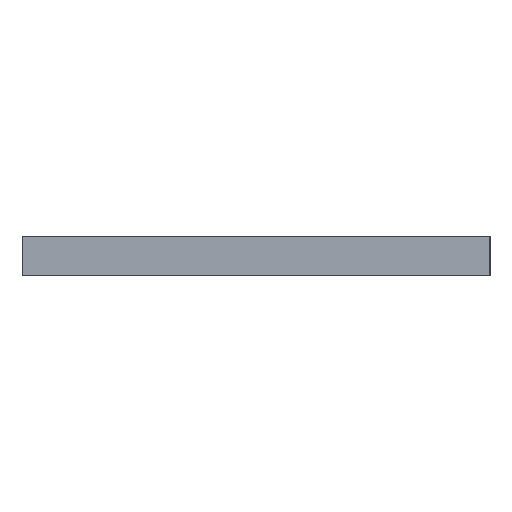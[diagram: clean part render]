
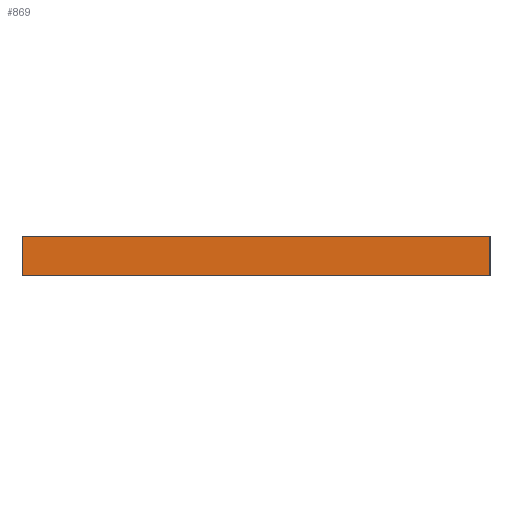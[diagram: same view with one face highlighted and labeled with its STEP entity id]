
A CAD part, left-side view. The second image highlights one B-rep face of the part: STEP entity #869.
In plain terms, the highlighted planar face has unit normal (-1, 0, 0).
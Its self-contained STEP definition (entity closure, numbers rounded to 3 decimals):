
#19=PLANE('',#991);
#24=LINE('',#1401,#40);
#32=LINE('',#1438,#48);
#35=LINE('',#1468,#51);
#36=LINE('',#1470,#52);
#40=VECTOR('',#1168,10.);
#48=VECTOR('',#1202,10.);
#51=VECTOR('',#1245,10.);
#52=VECTOR('',#1248,10.);
#201=FACE_OUTER_BOUND('',#351,.T.);
#351=EDGE_LOOP('',(#781,#782,#783,#784));
#488=VERTEX_POINT('',#1398);
#489=VERTEX_POINT('',#1400);
#503=VERTEX_POINT('',#1432);
#505=VERTEX_POINT('',#1436);
#572=EDGE_CURVE('',#488,#489,#24,.T.);
#591=EDGE_CURVE('',#503,#505,#32,.T.);
#603=EDGE_CURVE('',#505,#489,#35,.T.);
#604=EDGE_CURVE('',#503,#488,#36,.T.);
#781=ORIENTED_EDGE('',*,*,#591,.T.);
#782=ORIENTED_EDGE('',*,*,#603,.T.);
#783=ORIENTED_EDGE('',*,*,#572,.F.);
#784=ORIENTED_EDGE('',*,*,#604,.F.);
#869=ADVANCED_FACE('',(#201),#19,.T.);
#991=AXIS2_PLACEMENT_3D('',#1469,#1246,#1247);
#1168=DIRECTION('',(0.,1.,0.));
#1202=DIRECTION('',(0.,1.,0.));
#1245=DIRECTION('',(0.,0.,-1.));
#1246=DIRECTION('center_axis',(-1.,0.,0.));
#1247=DIRECTION('ref_axis',(0.,1.,0.));
#1248=DIRECTION('',(0.,0.,-1.));
#1398=CARTESIAN_POINT('',(-310.,-127.5,-20.));
#1400=CARTESIAN_POINT('',(-310.,112.5,-20.));
#1401=CARTESIAN_POINT('',(-310.,-112.5,-20.));
#1432=CARTESIAN_POINT('',(-310.,-127.5,0.));
#1436=CARTESIAN_POINT('',(-310.,112.5,0.));
#1438=CARTESIAN_POINT('',(-310.,-112.5,0.));
#1468=CARTESIAN_POINT('',(-310.,112.5,0.));
#1469=CARTESIAN_POINT('Origin',(-310.,-112.5,0.));
#1470=CARTESIAN_POINT('',(-310.,-127.5,0.));
